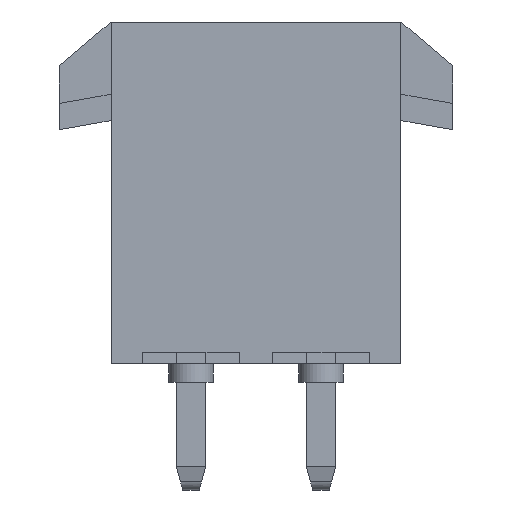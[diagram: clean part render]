
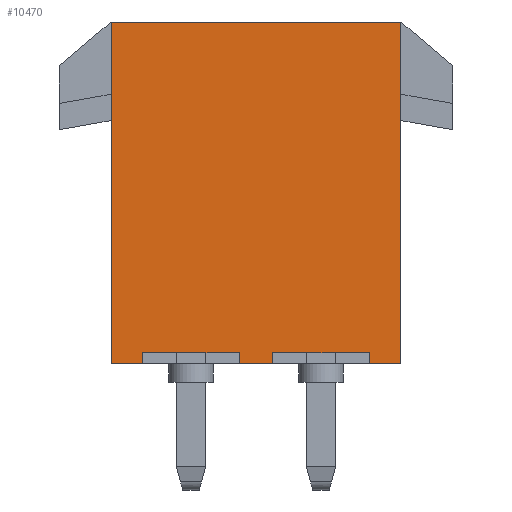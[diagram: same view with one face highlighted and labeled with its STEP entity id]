
A CAD part, front view. The second image highlights one B-rep face of the part: STEP entity #10470.
In plain terms, the highlighted planar face has unit normal (0, -1, 0).
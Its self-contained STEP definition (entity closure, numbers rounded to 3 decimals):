
#3630=CARTESIAN_POINT('',(-62.201,-2.817,-7.975
));
#3640=VERTEX_POINT('',#3630);
#3670=CARTESIAN_POINT('',(-62.201,-2.817,4.675)
);
#3680=DIRECTION('',(0.,0.,-1.));
#3690=VECTOR('',#3680,1.);
#3700=LINE('',#3670,#3690);
#3710=CARTESIAN_POINT('',(-62.201,-2.817,-0.175
));
#3720=VERTEX_POINT('',#3710);
#3730=EDGE_CURVE('',#3720,#3640,#3700,.T.);
#6320=CARTESIAN_POINT('',(-66.93,-2.817,
-0.175));
#6330=DIRECTION('',(-1.,0.,0.));
#6340=VECTOR('',#6330,1.);
#6350=LINE('',#6320,#6340);
#6360=CARTESIAN_POINT('',(-71.401,-2.817,-0.175
));
#6370=VERTEX_POINT('',#6360);
#6380=EDGE_CURVE('',#3720,#6370,#6350,.T.);
#9600=CARTESIAN_POINT('',(-71.401,-2.817,-4.525)
);
#9610=DIRECTION('',(0.,-1.,0.));
#9620=DIRECTION('',(0.,0.,-1.));
#9630=AXIS2_PLACEMENT_3D('',#9600,#9610,#9620);
#9640=PLANE('',#9630);
#9650=CARTESIAN_POINT('',(-66.93,-2.817,
-7.975));
#9660=DIRECTION('',(1.,0.,-0.));
#9670=VECTOR('',#9660,1.);
#9680=LINE('',#9650,#9670);
#9690=CARTESIAN_POINT('',(-71.401,-2.817,-7.975
));
#9700=VERTEX_POINT('',#9690);
#9710=EDGE_CURVE('',#9700,#3640,#9680,.T.);
#9720=ORIENTED_EDGE('',*,*,#9710,.T.);
#9730=CARTESIAN_POINT('',(-71.401,-2.817,4.675)
);
#9740=DIRECTION('',(0.,0.,-1.));
#9750=VECTOR('',#9740,1.);
#9760=LINE('',#9730,#9750);
#9770=CARTESIAN_POINT('',(-71.401,-2.817,-7.125
));
#9780=VERTEX_POINT('',#9770);
#9790=EDGE_CURVE('',#9780,#9700,#9760,.T.);
#9800=ORIENTED_EDGE('',*,*,#9790,.T.);
#9810=CARTESIAN_POINT('',(-66.93,-2.817,
-7.125));
#9820=DIRECTION('',(1.,0.,0.));
#9830=VECTOR('',#9820,1.);
#9840=LINE('',#9810,#9830);
#9850=CARTESIAN_POINT('',(-71.101,-2.817,-7.125
));
#9860=VERTEX_POINT('',#9850);
#9870=EDGE_CURVE('',#9780,#9860,#9840,.T.);
#9880=ORIENTED_EDGE('',*,*,#9870,.F.);
#9890=CARTESIAN_POINT('',(-71.101,-2.817,4.675)
);
#9900=DIRECTION('',(0.,0.,-1.));
#9910=VECTOR('',#9900,1.);
#9920=LINE('',#9890,#9910);
#9930=CARTESIAN_POINT('',(-71.101,-2.817,-4.525)
);
#9940=VERTEX_POINT('',#9930);
#9950=EDGE_CURVE('',#9940,#9860,#9920,.T.);
#9960=ORIENTED_EDGE('',*,*,#9950,.T.);
#9970=CARTESIAN_POINT('',(-66.93,-2.817,
-4.525));
#9980=DIRECTION('',(-1.,0.,0.));
#9990=VECTOR('',#9980,1.);
#10000=LINE('',#9970,#9990);
#10010=CARTESIAN_POINT('',(-71.401,-2.817,
-4.525));
#10020=VERTEX_POINT('',#10010);
#10030=EDGE_CURVE('',#9940,#10020,#10000,.T.);
#10040=ORIENTED_EDGE('',*,*,#10030,.F.);
#10050=CARTESIAN_POINT('',(-71.401,-2.817,4.675
));
#10060=DIRECTION('',(0.,0.,-1.));
#10070=VECTOR('',#10060,1.);
#10080=LINE('',#10050,#10070);
#10090=CARTESIAN_POINT('',(-71.401,-2.817,
-3.622));
#10100=VERTEX_POINT('',#10090);
#10110=EDGE_CURVE('',#10100,#10020,#10080,.T.);
#10120=ORIENTED_EDGE('',*,*,#10110,.T.);
#10130=CARTESIAN_POINT('',(-66.93,-2.817,
-3.622));
#10140=DIRECTION('',(-1.,0.,0.));
#10150=VECTOR('',#10140,1.);
#10160=LINE('',#10130,#10150);
#10170=CARTESIAN_POINT('',(-71.101,-2.817,
-3.622));
#10180=VERTEX_POINT('',#10170);
#10190=EDGE_CURVE('',#10180,#10100,#10160,.T.);
#10200=ORIENTED_EDGE('',*,*,#10190,.T.);
#10210=CARTESIAN_POINT('',(-71.101,-2.817,
-5.825));
#10220=DIRECTION('',(0.,0.,-1.));
#10230=VECTOR('',#10220,1.);
#10240=LINE('',#10210,#10230);
#10250=CARTESIAN_POINT('',(-71.101,-2.817,
-1.022));
#10260=VERTEX_POINT('',#10250);
#10270=EDGE_CURVE('',#10260,#10180,#10240,.T.);
#10280=ORIENTED_EDGE('',*,*,#10270,.T.);
#10290=CARTESIAN_POINT('',(-66.93,-2.817,
-1.022));
#10300=DIRECTION('',(-1.,0.,0.));
#10310=VECTOR('',#10300,1.);
#10320=LINE('',#10290,#10310);
#10330=CARTESIAN_POINT('',(-71.401,-2.817,
-1.022));
#10340=VERTEX_POINT('',#10330);
#10350=EDGE_CURVE('',#10260,#10340,#10320,.T.);
#10360=ORIENTED_EDGE('',*,*,#10350,.F.);
#10370=CARTESIAN_POINT('',(-71.401,-2.817,
-5.825));
#10380=DIRECTION('',(0.,0.,-1.));
#10390=VECTOR('',#10380,1.);
#10400=LINE('',#10370,#10390);
#10410=EDGE_CURVE('',#6370,#10340,#10400,.T.);
#10420=ORIENTED_EDGE('',*,*,#10410,.T.);
#10430=ORIENTED_EDGE('',*,*,#6380,.T.);
#10440=ORIENTED_EDGE('',*,*,#3730,.F.);
#10450=EDGE_LOOP('',(#10440,#10430,#10420,#10360,#10280,#10200,#10120,
#10040,#9960,#9880,#9800,#9720));
#10460=FACE_OUTER_BOUND('',#10450,.T.);
#10470=ADVANCED_FACE('',(#10460),#9640,.T.);
